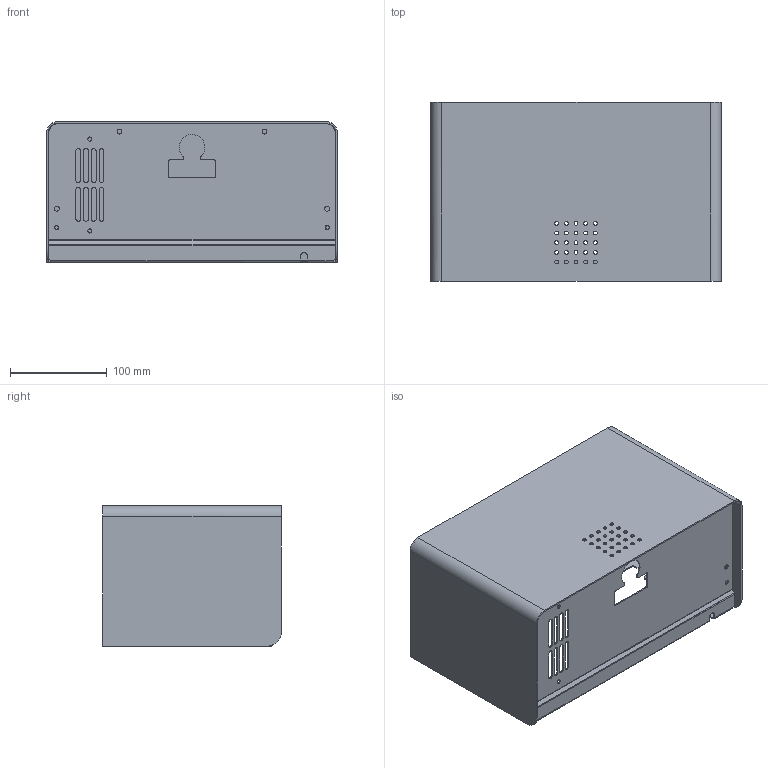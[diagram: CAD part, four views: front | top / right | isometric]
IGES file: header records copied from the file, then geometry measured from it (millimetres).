
Global section: file name: 010_F; native system: Autodesk Inventor 2024; preprocessor: unknown; author: R. Madlener; date: 20240620.111744; units: millimetre
Bounding box: 300.5 x 185 x 145.5 mm (x, y, z)
Volume: 304768.6 mm3; surface area: 434479.6 mm2
Topology: 2 solids, 2 shells, 258 faces, 764 edges, 516 vertices
Faces by surface type: bspline 258
